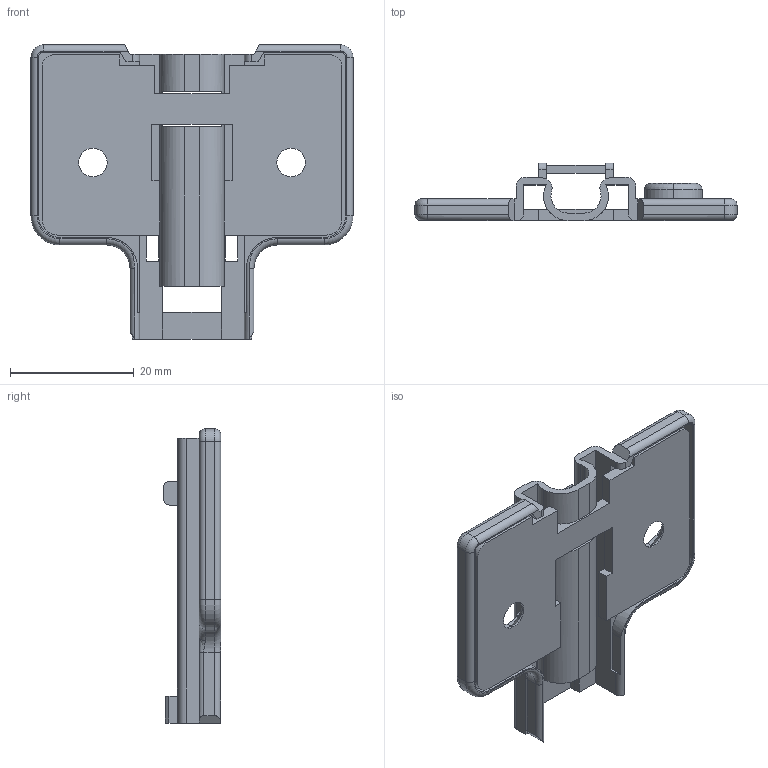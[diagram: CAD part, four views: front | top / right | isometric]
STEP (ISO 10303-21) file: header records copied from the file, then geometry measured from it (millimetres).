
FILE_DESCRIPTION (( 'STEP AP214' ), '1' );
FILE_NAME ('F000044_3D.step', '2022-06-06T12:17:01', ( '' ), ( '' ), 'SwSTEP 2.0', 'SolidWorks 2020', '' );
FILE_SCHEMA (( 'AUTOMOTIVE_DESIGN' ));
Length unit declared in the file: millimetre
Products named in the file (1): F000044_3D
Bounding box: 52 x 9.3 x 47.5 mm (x, y, z)
Volume: 5031.6 mm3; surface area: 8251.9 mm2
Topology: 2 solids, 2 shells, 218 faces, 628 edges, 404 vertices
Faces by surface type: plane 130, cylinder 68, torus 14, cone 4, bspline 2
Entity records: 7267 total; most frequent: CARTESIAN_POINT 1381, ORIENTED_EDGE 1256, DIRECTION 1210, EDGE_CURVE 628, LINE 448, VECTOR 448, VERTEX_POINT 404, AXIS2_PLACEMENT_3D 381
